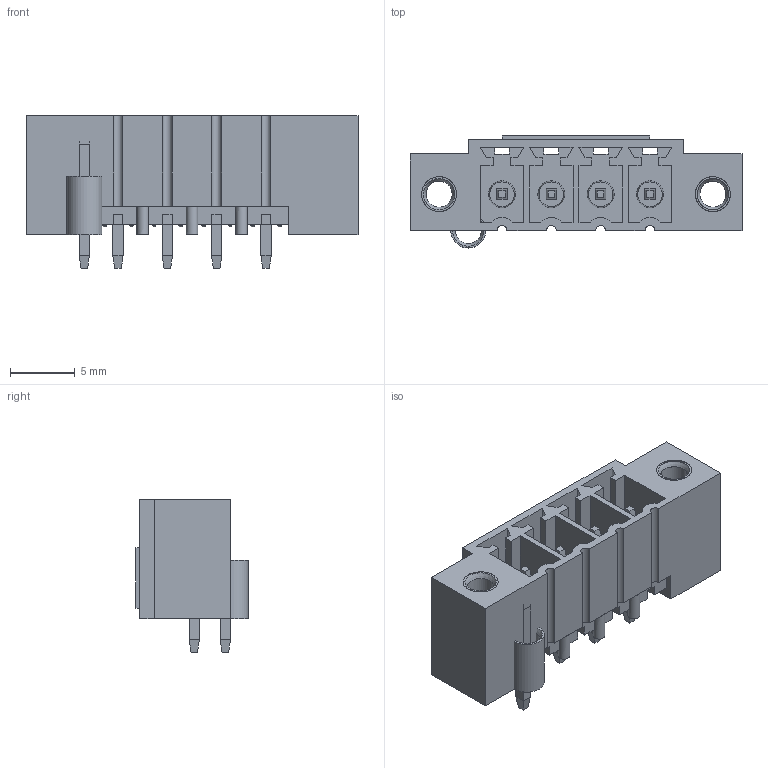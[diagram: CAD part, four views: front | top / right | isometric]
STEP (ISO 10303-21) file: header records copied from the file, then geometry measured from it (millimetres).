
FILE_DESCRIPTION( ( 'Unknown' ), '1' );
FILE_NAME( '691701320004B.stp', 'Unknown', ( 'Unknown' ), ( 'Unknown' ), 'PSStep 14.0', 'Unknown', ' ' );
FILE_SCHEMA( ( 'AUTOMOTIVE_DESIGN { 1 0 10303 214 1 1 1 1 }' ) );
Length unit declared in the file: millimetre
Products named in the file (4): Assem1; Thread; Pin_Straight 3.81mm; 04
Bounding box: 25.63 x 8.65 x 11.8 mm (x, y, z)
Volume: 1860 mm3; surface area: 4047 mm2
Topology: 11 solids, 11 shells, 488 faces, 1292 edges, 846 vertices
Faces by surface type: plane 404, cylinder 56, sphere 16, cone 12
Full cylindrical faces by diameter (mm): 0.3 x16, 0.9 x12, 2.013 x4, 2.7 x8
Entity records: 8335 total; most frequent: CARTESIAN_POINT 1144, ORIENTED_EDGE 1088, DIRECTION 1065, EDGE_CURVE 544, LINE 477, VECTOR 477, VERTEX_POINT 373, AXIS2_PLACEMENT_3D 294
